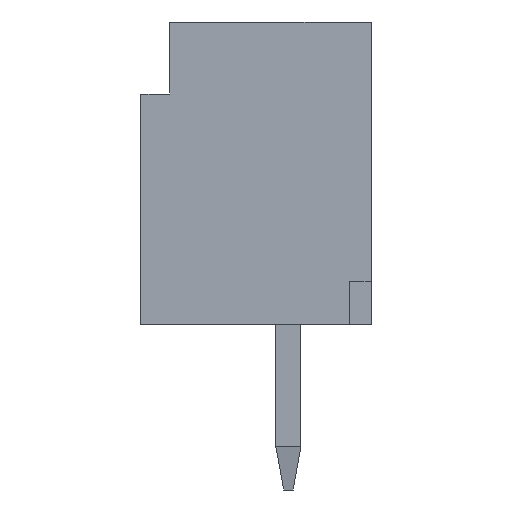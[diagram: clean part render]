
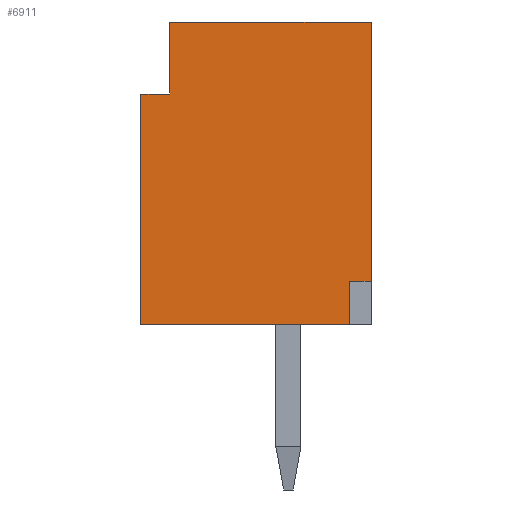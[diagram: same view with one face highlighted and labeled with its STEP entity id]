
A CAD part, left-side view. The second image highlights one B-rep face of the part: STEP entity #6911.
In plain terms, the highlighted planar face has unit normal (-1, 0, 0).
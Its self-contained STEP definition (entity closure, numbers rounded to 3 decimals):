
#111 = PLANE('',#112);
#112 = AXIS2_PLACEMENT_3D('',#113,#114,#115);
#113 = CARTESIAN_POINT('',(12.75,-1.15,0.));
#114 = DIRECTION('',(0.,-1.,0.));
#115 = DIRECTION('',(0.,0.,1.));
#139 = PLANE('',#140);
#140 = AXIS2_PLACEMENT_3D('',#141,#142,#143);
#141 = CARTESIAN_POINT('',(12.75,-1.15,4.2));
#142 = DIRECTION('',(0.,0.,1.));
#143 = DIRECTION('',(0.,1.,0.));
#223 = PLANE('',#224);
#224 = AXIS2_PLACEMENT_3D('',#225,#226,#227);
#225 = CARTESIAN_POINT('',(12.75,2.05,4.2));
#226 = DIRECTION('',(0.,1.,0.));
#227 = DIRECTION('',(0.,0.,-1.));
#1443 = PLANE('',#1444);
#1444 = AXIS2_PLACEMENT_3D('',#1445,#1446,#1447);
#1445 = CARTESIAN_POINT('',(12.75,2.05,0.));
#1446 = DIRECTION('',(0.,0.,-1.));
#1447 = DIRECTION('',(0.,-1.,0.));
#1484 = VERTEX_POINT('',#1485);
#1485 = CARTESIAN_POINT('',(-1.5,-1.15,0.6));
#1499 = PLANE('',#1500);
#1500 = AXIS2_PLACEMENT_3D('',#1501,#1502,#1503);
#1501 = CARTESIAN_POINT('',(-0.925,-1.15,0.6));
#1502 = DIRECTION('',(0.,0.,1.));
#1503 = DIRECTION('',(-1.,0.,0.));
#1511 = EDGE_CURVE('',#1484,#1512,#1514,.T.);
#1512 = VERTEX_POINT('',#1513);
#1513 = CARTESIAN_POINT('',(-1.5,-1.15,4.2));
#1514 = SURFACE_CURVE('',#1515,(#1519,#1526),.PCURVE_S1.);
#1515 = LINE('',#1516,#1517);
#1516 = CARTESIAN_POINT('',(-1.5,-1.15,0.6));
#1517 = VECTOR('',#1518,1.);
#1518 = DIRECTION('',(0.,0.,1.));
#1519 = PCURVE('',#111,#1520);
#1520 = DEFINITIONAL_REPRESENTATION('',(#1521),#1525);
#1521 = LINE('',#1522,#1523);
#1522 = CARTESIAN_POINT('',(0.6,14.25));
#1523 = VECTOR('',#1524,1.);
#1524 = DIRECTION('',(1.,0.));
#1525 = ( GEOMETRIC_REPRESENTATION_CONTEXT(2) 
PARAMETRIC_REPRESENTATION_CONTEXT() REPRESENTATION_CONTEXT('2D SPACE',''
  ) );
#1526 = PCURVE('',#1527,#1532);
#1527 = PLANE('',#1528);
#1528 = AXIS2_PLACEMENT_3D('',#1529,#1530,#1531);
#1529 = CARTESIAN_POINT('',(-1.5,0.45,2.1));
#1530 = DIRECTION('',(-1.,0.,0.));
#1531 = DIRECTION('',(0.,0.,-1.));
#1532 = DEFINITIONAL_REPRESENTATION('',(#1533),#1537);
#1533 = LINE('',#1534,#1535);
#1534 = CARTESIAN_POINT('',(1.5,1.6));
#1535 = VECTOR('',#1536,1.);
#1536 = DIRECTION('',(-1.,0.));
#1537 = ( GEOMETRIC_REPRESENTATION_CONTEXT(2) 
PARAMETRIC_REPRESENTATION_CONTEXT() REPRESENTATION_CONTEXT('2D SPACE',''
  ) );
#2170 = EDGE_CURVE('',#1512,#2171,#2173,.T.);
#2171 = VERTEX_POINT('',#2172);
#2172 = CARTESIAN_POINT('',(-1.5,1.65,4.2));
#2173 = SURFACE_CURVE('',#2174,(#2178,#2185),.PCURVE_S1.);
#2174 = LINE('',#2175,#2176);
#2175 = CARTESIAN_POINT('',(-1.5,-1.15,4.2));
#2176 = VECTOR('',#2177,1.);
#2177 = DIRECTION('',(0.,1.,0.));
#2178 = PCURVE('',#139,#2179);
#2179 = DEFINITIONAL_REPRESENTATION('',(#2180),#2184);
#2180 = LINE('',#2181,#2182);
#2181 = CARTESIAN_POINT('',(0.,14.25));
#2182 = VECTOR('',#2183,1.);
#2183 = DIRECTION('',(1.,0.));
#2184 = ( GEOMETRIC_REPRESENTATION_CONTEXT(2) 
PARAMETRIC_REPRESENTATION_CONTEXT() REPRESENTATION_CONTEXT('2D SPACE',''
  ) );
#2185 = PCURVE('',#1527,#2186);
#2186 = DEFINITIONAL_REPRESENTATION('',(#2187),#2191);
#2187 = LINE('',#2188,#2189);
#2188 = CARTESIAN_POINT('',(-2.1,1.6));
#2189 = VECTOR('',#2190,1.);
#2190 = DIRECTION('',(0.,-1.));
#2191 = ( GEOMETRIC_REPRESENTATION_CONTEXT(2) 
PARAMETRIC_REPRESENTATION_CONTEXT() REPRESENTATION_CONTEXT('2D SPACE',''
  ) );
#2209 = PLANE('',#2210);
#2210 = AXIS2_PLACEMENT_3D('',#2211,#2212,#2213);
#2211 = CARTESIAN_POINT('',(12.15,1.65,4.2));
#2212 = DIRECTION('',(0.,1.,0.));
#2213 = DIRECTION('',(-1.,0.,0.));
#2639 = VERTEX_POINT('',#2640);
#2640 = CARTESIAN_POINT('',(-1.5,2.05,3.2));
#2654 = PLANE('',#2655);
#2655 = AXIS2_PLACEMENT_3D('',#2656,#2657,#2658);
#2656 = CARTESIAN_POINT('',(-0.55,2.05,3.2));
#2657 = DIRECTION('',(0.,0.,-1.));
#2658 = DIRECTION('',(-1.,0.,0.));
#2666 = EDGE_CURVE('',#2639,#2667,#2669,.T.);
#2667 = VERTEX_POINT('',#2668);
#2668 = CARTESIAN_POINT('',(-1.5,2.05,0.));
#2669 = SURFACE_CURVE('',#2670,(#2674,#2681),.PCURVE_S1.);
#2670 = LINE('',#2671,#2672);
#2671 = CARTESIAN_POINT('',(-1.5,2.05,3.2));
#2672 = VECTOR('',#2673,1.);
#2673 = DIRECTION('',(0.,0.,-1.));
#2674 = PCURVE('',#223,#2675);
#2675 = DEFINITIONAL_REPRESENTATION('',(#2676),#2680);
#2676 = LINE('',#2677,#2678);
#2677 = CARTESIAN_POINT('',(1.,14.25));
#2678 = VECTOR('',#2679,1.);
#2679 = DIRECTION('',(1.,0.));
#2680 = ( GEOMETRIC_REPRESENTATION_CONTEXT(2) 
PARAMETRIC_REPRESENTATION_CONTEXT() REPRESENTATION_CONTEXT('2D SPACE',''
  ) );
#2681 = PCURVE('',#1527,#2682);
#2682 = DEFINITIONAL_REPRESENTATION('',(#2683),#2687);
#2683 = LINE('',#2684,#2685);
#2684 = CARTESIAN_POINT('',(-1.1,-1.6));
#2685 = VECTOR('',#2686,1.);
#2686 = DIRECTION('',(1.,0.));
#2687 = ( GEOMETRIC_REPRESENTATION_CONTEXT(2) 
PARAMETRIC_REPRESENTATION_CONTEXT() REPRESENTATION_CONTEXT('2D SPACE',''
  ) );
#6741 = EDGE_CURVE('',#2667,#6742,#6744,.T.);
#6742 = VERTEX_POINT('',#6743);
#6743 = CARTESIAN_POINT('',(-1.5,-0.85,0.));
#6744 = SURFACE_CURVE('',#6745,(#6749,#6756),.PCURVE_S1.);
#6745 = LINE('',#6746,#6747);
#6746 = CARTESIAN_POINT('',(-1.5,2.05,0.));
#6747 = VECTOR('',#6748,1.);
#6748 = DIRECTION('',(0.,-1.,0.));
#6749 = PCURVE('',#1443,#6750);
#6750 = DEFINITIONAL_REPRESENTATION('',(#6751),#6755);
#6751 = LINE('',#6752,#6753);
#6752 = CARTESIAN_POINT('',(0.,14.25));
#6753 = VECTOR('',#6754,1.);
#6754 = DIRECTION('',(1.,0.));
#6755 = ( GEOMETRIC_REPRESENTATION_CONTEXT(2) 
PARAMETRIC_REPRESENTATION_CONTEXT() REPRESENTATION_CONTEXT('2D SPACE',''
  ) );
#6756 = PCURVE('',#1527,#6757);
#6757 = DEFINITIONAL_REPRESENTATION('',(#6758),#6762);
#6758 = LINE('',#6759,#6760);
#6759 = CARTESIAN_POINT('',(2.1,-1.6));
#6760 = VECTOR('',#6761,1.);
#6761 = DIRECTION('',(0.,1.));
#6762 = ( GEOMETRIC_REPRESENTATION_CONTEXT(2) 
PARAMETRIC_REPRESENTATION_CONTEXT() REPRESENTATION_CONTEXT('2D SPACE',''
  ) );
#6780 = PLANE('',#6781);
#6781 = AXIS2_PLACEMENT_3D('',#6782,#6783,#6784);
#6782 = CARTESIAN_POINT('',(12.75,-0.85,0.));
#6783 = DIRECTION('',(0.,-1.,0.));
#6784 = DIRECTION('',(1.,0.,0.));
#6866 = EDGE_CURVE('',#1484,#6867,#6869,.T.);
#6867 = VERTEX_POINT('',#6868);
#6868 = CARTESIAN_POINT('',(-1.5,-0.85,0.6));
#6869 = SURFACE_CURVE('',#6870,(#6874,#6881),.PCURVE_S1.);
#6870 = LINE('',#6871,#6872);
#6871 = CARTESIAN_POINT('',(-1.5,-1.15,0.6));
#6872 = VECTOR('',#6873,1.);
#6873 = DIRECTION('',(0.,1.,0.));
#6874 = PCURVE('',#1499,#6875);
#6875 = DEFINITIONAL_REPRESENTATION('',(#6876),#6880);
#6876 = LINE('',#6877,#6878);
#6877 = CARTESIAN_POINT('',(0.575,0.));
#6878 = VECTOR('',#6879,1.);
#6879 = DIRECTION('',(0.,-1.));
#6880 = ( GEOMETRIC_REPRESENTATION_CONTEXT(2) 
PARAMETRIC_REPRESENTATION_CONTEXT() REPRESENTATION_CONTEXT('2D SPACE',''
  ) );
#6881 = PCURVE('',#1527,#6882);
#6882 = DEFINITIONAL_REPRESENTATION('',(#6883),#6887);
#6883 = LINE('',#6884,#6885);
#6884 = CARTESIAN_POINT('',(1.5,1.6));
#6885 = VECTOR('',#6886,1.);
#6886 = DIRECTION('',(0.,-1.));
#6887 = ( GEOMETRIC_REPRESENTATION_CONTEXT(2) 
PARAMETRIC_REPRESENTATION_CONTEXT() REPRESENTATION_CONTEXT('2D SPACE',''
  ) );
#6911 = ADVANCED_FACE('',(#6912),#1527,.T.);
#6912 = FACE_BOUND('',#6913,.F.);
#6913 = EDGE_LOOP('',(#6914,#6915,#6916,#6937,#6938,#6939,#6962,#6983));
#6914 = ORIENTED_EDGE('',*,*,#1511,.F.);
#6915 = ORIENTED_EDGE('',*,*,#6866,.T.);
#6916 = ORIENTED_EDGE('',*,*,#6917,.F.);
#6917 = EDGE_CURVE('',#6742,#6867,#6918,.T.);
#6918 = SURFACE_CURVE('',#6919,(#6923,#6930),.PCURVE_S1.);
#6919 = LINE('',#6920,#6921);
#6920 = CARTESIAN_POINT('',(-1.5,-0.85,0.));
#6921 = VECTOR('',#6922,1.);
#6922 = DIRECTION('',(0.,0.,1.));
#6923 = PCURVE('',#1527,#6924);
#6924 = DEFINITIONAL_REPRESENTATION('',(#6925),#6929);
#6925 = LINE('',#6926,#6927);
#6926 = CARTESIAN_POINT('',(2.1,1.3));
#6927 = VECTOR('',#6928,1.);
#6928 = DIRECTION('',(-1.,0.));
#6929 = ( GEOMETRIC_REPRESENTATION_CONTEXT(2) 
PARAMETRIC_REPRESENTATION_CONTEXT() REPRESENTATION_CONTEXT('2D SPACE',''
  ) );
#6930 = PCURVE('',#6780,#6931);
#6931 = DEFINITIONAL_REPRESENTATION('',(#6932),#6936);
#6932 = LINE('',#6933,#6934);
#6933 = CARTESIAN_POINT('',(-14.25,0.));
#6934 = VECTOR('',#6935,1.);
#6935 = DIRECTION('',(0.,1.));
#6936 = ( GEOMETRIC_REPRESENTATION_CONTEXT(2) 
PARAMETRIC_REPRESENTATION_CONTEXT() REPRESENTATION_CONTEXT('2D SPACE',''
  ) );
#6937 = ORIENTED_EDGE('',*,*,#6741,.F.);
#6938 = ORIENTED_EDGE('',*,*,#2666,.F.);
#6939 = ORIENTED_EDGE('',*,*,#6940,.T.);
#6940 = EDGE_CURVE('',#2639,#6941,#6943,.T.);
#6941 = VERTEX_POINT('',#6942);
#6942 = CARTESIAN_POINT('',(-1.5,1.65,3.2));
#6943 = SURFACE_CURVE('',#6944,(#6948,#6955),.PCURVE_S1.);
#6944 = LINE('',#6945,#6946);
#6945 = CARTESIAN_POINT('',(-1.5,2.05,3.2));
#6946 = VECTOR('',#6947,1.);
#6947 = DIRECTION('',(0.,-1.,0.));
#6948 = PCURVE('',#1527,#6949);
#6949 = DEFINITIONAL_REPRESENTATION('',(#6950),#6954);
#6950 = LINE('',#6951,#6952);
#6951 = CARTESIAN_POINT('',(-1.1,-1.6));
#6952 = VECTOR('',#6953,1.);
#6953 = DIRECTION('',(0.,1.));
#6954 = ( GEOMETRIC_REPRESENTATION_CONTEXT(2) 
PARAMETRIC_REPRESENTATION_CONTEXT() REPRESENTATION_CONTEXT('2D SPACE',''
  ) );
#6955 = PCURVE('',#2654,#6956);
#6956 = DEFINITIONAL_REPRESENTATION('',(#6957),#6961);
#6957 = LINE('',#6958,#6959);
#6958 = CARTESIAN_POINT('',(0.95,0.));
#6959 = VECTOR('',#6960,1.);
#6960 = DIRECTION('',(0.,-1.));
#6961 = ( GEOMETRIC_REPRESENTATION_CONTEXT(2) 
PARAMETRIC_REPRESENTATION_CONTEXT() REPRESENTATION_CONTEXT('2D SPACE',''
  ) );
#6962 = ORIENTED_EDGE('',*,*,#6963,.F.);
#6963 = EDGE_CURVE('',#2171,#6941,#6964,.T.);
#6964 = SURFACE_CURVE('',#6965,(#6969,#6976),.PCURVE_S1.);
#6965 = LINE('',#6966,#6967);
#6966 = CARTESIAN_POINT('',(-1.5,1.65,4.2));
#6967 = VECTOR('',#6968,1.);
#6968 = DIRECTION('',(0.,0.,-1.));
#6969 = PCURVE('',#1527,#6970);
#6970 = DEFINITIONAL_REPRESENTATION('',(#6971),#6975);
#6971 = LINE('',#6972,#6973);
#6972 = CARTESIAN_POINT('',(-2.1,-1.2));
#6973 = VECTOR('',#6974,1.);
#6974 = DIRECTION('',(1.,0.));
#6975 = ( GEOMETRIC_REPRESENTATION_CONTEXT(2) 
PARAMETRIC_REPRESENTATION_CONTEXT() REPRESENTATION_CONTEXT('2D SPACE',''
  ) );
#6976 = PCURVE('',#2209,#6977);
#6977 = DEFINITIONAL_REPRESENTATION('',(#6978),#6982);
#6978 = LINE('',#6979,#6980);
#6979 = CARTESIAN_POINT('',(13.65,0.));
#6980 = VECTOR('',#6981,1.);
#6981 = DIRECTION('',(0.,-1.));
#6982 = ( GEOMETRIC_REPRESENTATION_CONTEXT(2) 
PARAMETRIC_REPRESENTATION_CONTEXT() REPRESENTATION_CONTEXT('2D SPACE',''
  ) );
#6983 = ORIENTED_EDGE('',*,*,#2170,.F.);
